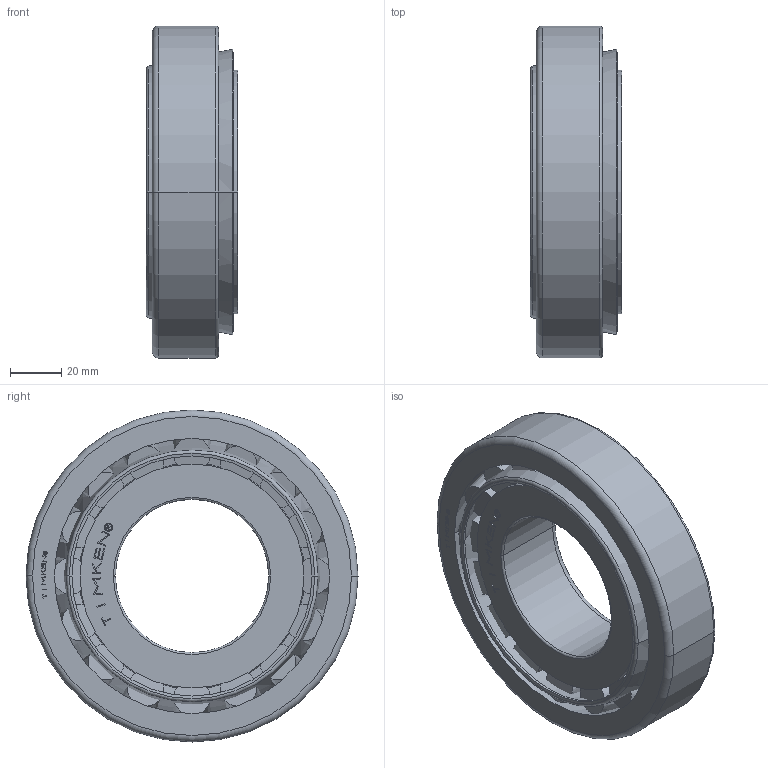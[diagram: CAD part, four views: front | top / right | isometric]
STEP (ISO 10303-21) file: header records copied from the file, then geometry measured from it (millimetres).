
FILE_DESCRIPTION(('starvars output'),'1');
FILE_NAME('30312.stp','19:33:55 2023/12/13',('TraceParts'),(' '),'Spatial InterOp 3D',' ',' ');
FILE_SCHEMA(('AUTOMOTIVE_DESIGN { 1 0 10303 214 3 1 1 }'));
Length unit declared in the file: millimetre
Products named in the file (1): 1
Bounding box: 35.8 x 130 x 130 mm (x, y, z)
Volume: 251768.2 mm3; surface area: 94957.9 mm2
Topology: 19 solids, 19 shells, 462 faces, 1140 edges, 750 vertices
Faces by surface type: plane 360, cone 52, cylinder 40, torus 10
Entity records: 17457 total; most frequent: CARTESIAN_POINT 2371, DIRECTION 2286, ORIENTED_EDGE 2280, EDGE_CURVE 1140, LINE 956, VECTOR 956, VERTEX_POINT 750, AXIS2_PLACEMENT_3D 665
